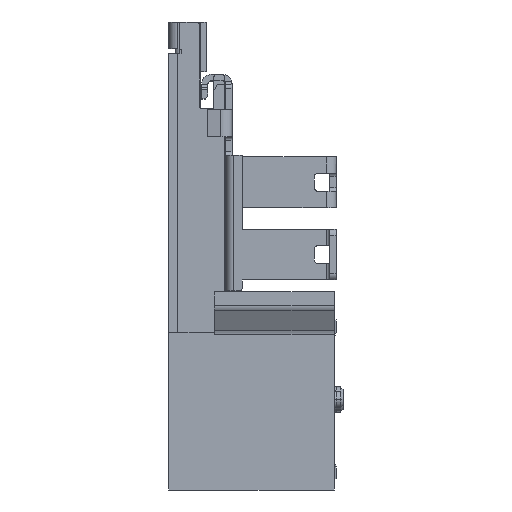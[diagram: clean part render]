
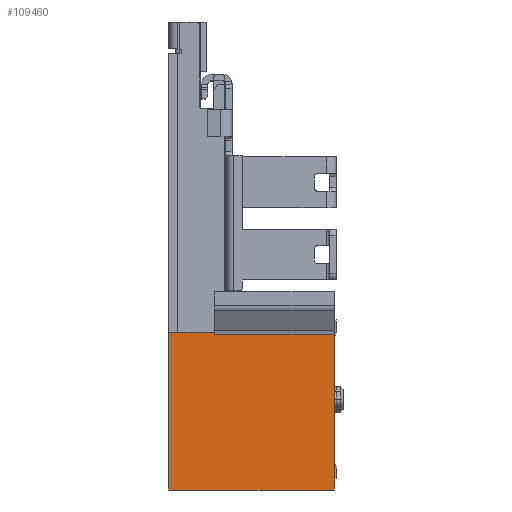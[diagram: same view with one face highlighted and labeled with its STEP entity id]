
A CAD part, left-side view. The second image highlights one B-rep face of the part: STEP entity #109460.
In plain terms, the highlighted planar face has unit normal (-1, 0, 0).
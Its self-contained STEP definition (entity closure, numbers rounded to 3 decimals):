
#4342=DIRECTION('',(0.,0.,1.));
#4343=VECTOR('',#4342,8.563);
#4344=CARTESIAN_POINT('',(-36.5,-4.575,-25.85));
#4345=LINE('',#4344,#4343);
#33487=DIRECTION('',(0.,0.,-1.));
#33488=VECTOR('',#33487,0.137);
#33489=CARTESIAN_POINT('',(-36.5,2.045,-17.15));
#33490=LINE('',#33489,#33488);
#33507=DIRECTION('',(0.,-1.,0.));
#33508=VECTOR('',#33507,2.53);
#33509=CARTESIAN_POINT('',(-36.5,4.575,-17.15));
#33510=LINE('',#33509,#33508);
#33511=DIRECTION('',(0.,1.,0.));
#33512=VECTOR('',#33511,9.15);
#33513=CARTESIAN_POINT('',(-36.5,-4.575,-25.85));
#33514=LINE('',#33513,#33512);
#33515=DIRECTION('',(0.,0.,1.));
#33516=VECTOR('',#33515,8.7);
#33517=CARTESIAN_POINT('',(-36.5,4.575,-25.85));
#33518=LINE('',#33517,#33516);
#33519=DIRECTION('',(0.,1.,0.));
#33520=VECTOR('',#33519,6.62);
#33521=CARTESIAN_POINT('',(-36.5,-4.575,-17.287));
#33522=LINE('',#33521,#33520);
#53273=CARTESIAN_POINT('',(-36.5,-4.575,-25.85));
#53274=VERTEX_POINT('',#53273);
#53285=CARTESIAN_POINT('',(-36.5,4.575,-25.85));
#53286=VERTEX_POINT('',#53285);
#53561=CARTESIAN_POINT('',(-36.5,-4.575,-17.287));
#53562=VERTEX_POINT('',#53561);
#53573=CARTESIAN_POINT('',(-36.5,2.045,-17.287));
#53574=VERTEX_POINT('',#53573);
#69147=CARTESIAN_POINT('',(-36.5,4.575,-17.15));
#69149=VERTEX_POINT('',#69147);
#69157=CARTESIAN_POINT('',(-36.5,2.045,-17.15));
#69158=VERTEX_POINT('',#69157);
#109445=CARTESIAN_POINT('',(-36.5,-4.575,-25.85));
#109446=DIRECTION('',(-1.,0.,0.));
#109447=DIRECTION('',(0.,0.,1.));
#109448=AXIS2_PLACEMENT_3D('',#109445,#109446,#109447);
#109449=PLANE('',#109448);
#109450=ORIENTED_EDGE('',*,*,#109434,.T.);
#109451=ORIENTED_EDGE('',*,*,#109403,.T.);
#109453=ORIENTED_EDGE('',*,*,#109452,.F.);
#109454=ORIENTED_EDGE('',*,*,#71732,.F.);
#109456=ORIENTED_EDGE('',*,*,#109455,.T.);
#109457=ORIENTED_EDGE('',*,*,#73504,.T.);
#109458=EDGE_LOOP('',(#109450,#109451,#109453,#109454,#109456,#109457));
#109459=FACE_OUTER_BOUND('',#109458,.F.);
#71732=EDGE_CURVE('',#53274,#53562,#4345,.T.);
#73504=EDGE_CURVE('',#53286,#69149,#33518,.T.);
#109403=EDGE_CURVE('',#69158,#53574,#33490,.T.);
#109434=EDGE_CURVE('',#69149,#69158,#33510,.T.);
#109452=EDGE_CURVE('',#53562,#53574,#33522,.T.);
#109455=EDGE_CURVE('',#53274,#53286,#33514,.T.);
#109460=ADVANCED_FACE('',(#109459),#109449,.T.);
